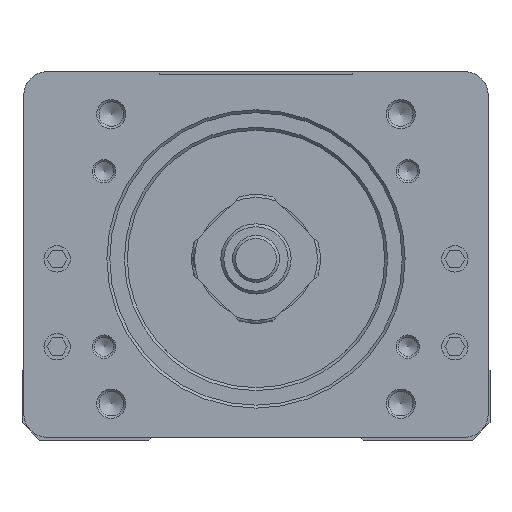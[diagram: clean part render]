
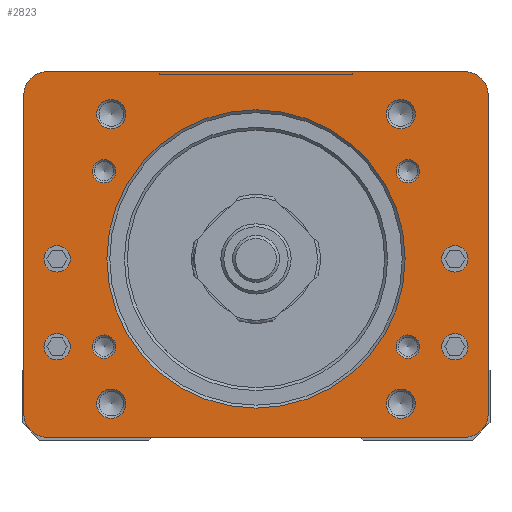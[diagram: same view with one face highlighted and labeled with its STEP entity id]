
A CAD part, front view. The second image highlights one B-rep face of the part: STEP entity #2823.
In plain terms, the highlighted planar face has unit normal (0, -1, 0).
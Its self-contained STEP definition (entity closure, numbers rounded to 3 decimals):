
#2823=ADVANCED_FACE('',(#4879,#4880,#4881,#4882,#4883,#4884,#4885,#4886,
#4887,#4888,#4889,#4890,#4891,#4892),#3993,.T.);
#3993=PLANE('',#26687);
#4879=FACE_BOUND('',#6349,.T.);
#4880=FACE_BOUND('',#6350,.T.);
#4881=FACE_BOUND('',#6351,.T.);
#4882=FACE_BOUND('',#6352,.T.);
#4883=FACE_BOUND('',#6353,.T.);
#4884=FACE_BOUND('',#6354,.T.);
#4885=FACE_BOUND('',#6355,.T.);
#4886=FACE_BOUND('',#6356,.T.);
#4887=FACE_BOUND('',#6357,.T.);
#4888=FACE_BOUND('',#6358,.T.);
#4889=FACE_BOUND('',#6359,.T.);
#4890=FACE_BOUND('',#6360,.T.);
#4891=FACE_BOUND('',#6361,.T.);
#4892=FACE_BOUND('',#6362,.T.);
#6349=EDGE_LOOP('',(#11741));
#6350=EDGE_LOOP('',(#11742));
#6351=EDGE_LOOP('',(#11743));
#6352=EDGE_LOOP('',(#11744));
#6353=EDGE_LOOP('',(#11745));
#6354=EDGE_LOOP('',(#11746));
#6355=EDGE_LOOP('',(#11747));
#6356=EDGE_LOOP('',(#11748));
#6357=EDGE_LOOP('',(#11749));
#6358=EDGE_LOOP('',(#11750));
#6359=EDGE_LOOP('',(#11751));
#6360=EDGE_LOOP('',(#11752));
#6361=EDGE_LOOP('',(#11753));
#6362=EDGE_LOOP('',(#11754,#11755,#11756,#11757,#11758,#11759,#11760,#11761));
#7543=CIRCLE('',#26511,4.);
#7544=CIRCLE('',#26513,4.);
#7545=CIRCLE('',#26515,2.);
#7546=CIRCLE('',#26517,2.);
#7547=CIRCLE('',#26519,2.);
#7548=CIRCLE('',#26521,2.);
#7549=CIRCLE('',#26523,2.5);
#7550=CIRCLE('',#26525,2.5);
#7551=CIRCLE('',#26527,2.5);
#7552=CIRCLE('',#26529,2.5);
#7553=CIRCLE('',#26531,25.5);
#7558=CIRCLE('',#26540,2.25);
#7560=CIRCLE('',#26543,2.25);
#7562=CIRCLE('',#26546,2.25);
#7564=CIRCLE('',#26549,2.25);
#7621=CIRCLE('',#26683,4.);
#7623=CIRCLE('',#26686,4.);
#11741=ORIENTED_EDGE('',*,*,#18961,.T.);
#11742=ORIENTED_EDGE('',*,*,#18960,.T.);
#11743=ORIENTED_EDGE('',*,*,#18959,.T.);
#11744=ORIENTED_EDGE('',*,*,#18958,.T.);
#11745=ORIENTED_EDGE('',*,*,#18957,.T.);
#11746=ORIENTED_EDGE('',*,*,#18956,.T.);
#11747=ORIENTED_EDGE('',*,*,#18955,.T.);
#11748=ORIENTED_EDGE('',*,*,#18954,.T.);
#11749=ORIENTED_EDGE('',*,*,#18953,.T.);
#11750=ORIENTED_EDGE('',*,*,#18973,.T.);
#11751=ORIENTED_EDGE('',*,*,#18971,.T.);
#11752=ORIENTED_EDGE('',*,*,#18969,.T.);
#11753=ORIENTED_EDGE('',*,*,#18967,.T.);
#11754=ORIENTED_EDGE('',*,*,#19145,.T.);
#11755=ORIENTED_EDGE('',*,*,#19148,.T.);
#11756=ORIENTED_EDGE('',*,*,#19149,.T.);
#11757=ORIENTED_EDGE('',*,*,#19073,.T.);
#11758=ORIENTED_EDGE('',*,*,#18951,.T.);
#11759=ORIENTED_EDGE('',*,*,#19015,.T.);
#11760=ORIENTED_EDGE('',*,*,#18948,.T.);
#11761=ORIENTED_EDGE('',*,*,#19066,.T.);
#16045=VERTEX_POINT('',#39591);
#16046=VERTEX_POINT('',#39593);
#16047=VERTEX_POINT('',#39597);
#16048=VERTEX_POINT('',#39599);
#16049=VERTEX_POINT('',#39603);
#16050=VERTEX_POINT('',#39606);
#16051=VERTEX_POINT('',#39609);
#16052=VERTEX_POINT('',#39612);
#16053=VERTEX_POINT('',#39615);
#16054=VERTEX_POINT('',#39618);
#16055=VERTEX_POINT('',#39621);
#16056=VERTEX_POINT('',#39624);
#16057=VERTEX_POINT('',#39627);
#16062=VERTEX_POINT('',#39642);
#16064=VERTEX_POINT('',#39647);
#16066=VERTEX_POINT('',#39652);
#16068=VERTEX_POINT('',#39657);
#16130=VERTEX_POINT('',#39956);
#16135=VERTEX_POINT('',#39970);
#16192=VERTEX_POINT('',#40285);
#16194=VERTEX_POINT('',#40291);
#18948=EDGE_CURVE('',#16046,#16045,#7543,.T.);
#18951=EDGE_CURVE('',#16048,#16047,#7544,.T.);
#18953=EDGE_CURVE('',#16049,#16049,#7545,.T.);
#18954=EDGE_CURVE('',#16050,#16050,#7546,.T.);
#18955=EDGE_CURVE('',#16051,#16051,#7547,.T.);
#18956=EDGE_CURVE('',#16052,#16052,#7548,.T.);
#18957=EDGE_CURVE('',#16053,#16053,#7549,.T.);
#18958=EDGE_CURVE('',#16054,#16054,#7550,.T.);
#18959=EDGE_CURVE('',#16055,#16055,#7551,.T.);
#18960=EDGE_CURVE('',#16056,#16056,#7552,.T.);
#18961=EDGE_CURVE('',#16057,#16057,#7553,.T.);
#18967=EDGE_CURVE('',#16062,#16062,#7558,.T.);
#18969=EDGE_CURVE('',#16064,#16064,#7560,.T.);
#18971=EDGE_CURVE('',#16066,#16066,#7562,.T.);
#18973=EDGE_CURVE('',#16068,#16068,#7564,.T.);
#19015=EDGE_CURVE('',#16047,#16046,#21913,.T.);
#19066=EDGE_CURVE('',#16045,#16130,#21938,.T.);
#19073=EDGE_CURVE('',#16135,#16048,#21945,.T.);
#19145=EDGE_CURVE('',#16130,#16192,#7621,.T.);
#19148=EDGE_CURVE('',#16192,#16194,#21973,.T.);
#19149=EDGE_CURVE('',#16194,#16135,#7623,.T.);
#21913=LINE('',#39802,#24347);
#21938=LINE('',#39957,#24372);
#21945=LINE('',#39969,#24379);
#21973=LINE('',#40290,#24407);
#24347=VECTOR('',#31337,1.);
#24372=VECTOR('',#31462,1.);
#24379=VECTOR('',#31471,1.);
#24407=VECTOR('',#31611,1.);
#26511=AXIS2_PLACEMENT_3D('',#39592,#31176,#31177);
#26513=AXIS2_PLACEMENT_3D('',#39598,#31182,#31183);
#26515=AXIS2_PLACEMENT_3D('',#39602,#31187,#31188);
#26517=AXIS2_PLACEMENT_3D('',#39605,#31191,#31192);
#26519=AXIS2_PLACEMENT_3D('',#39608,#31195,#31196);
#26521=AXIS2_PLACEMENT_3D('',#39611,#31199,#31200);
#26523=AXIS2_PLACEMENT_3D('',#39614,#31203,#31204);
#26525=AXIS2_PLACEMENT_3D('',#39617,#31207,#31208);
#26527=AXIS2_PLACEMENT_3D('',#39620,#31211,#31212);
#26529=AXIS2_PLACEMENT_3D('',#39623,#31215,#31216);
#26531=AXIS2_PLACEMENT_3D('',#39626,#31219,#31220);
#26540=AXIS2_PLACEMENT_3D('',#39641,#31238,#31239);
#26543=AXIS2_PLACEMENT_3D('',#39646,#31244,#31245);
#26546=AXIS2_PLACEMENT_3D('',#39651,#31250,#31251);
#26549=AXIS2_PLACEMENT_3D('',#39656,#31256,#31257);
#26683=AXIS2_PLACEMENT_3D('',#40284,#31604,#31605);
#26686=AXIS2_PLACEMENT_3D('',#40292,#31612,#31613);
#26687=AXIS2_PLACEMENT_3D('',#40293,#31614,#31615);
#31176=DIRECTION('',(0.,-1.,0.));
#31177=DIRECTION('',(1.,0.,0.));
#31182=DIRECTION('',(0.,-1.,0.));
#31183=DIRECTION('',(1.,0.,0.));
#31187=DIRECTION('',(0.,1.,0.));
#31188=DIRECTION('',(0.,0.,-1.));
#31191=DIRECTION('',(0.,1.,0.));
#31192=DIRECTION('',(0.,0.,-1.));
#31195=DIRECTION('',(0.,1.,0.));
#31196=DIRECTION('',(0.,0.,-1.));
#31199=DIRECTION('',(0.,1.,0.));
#31200=DIRECTION('',(0.,0.,-1.));
#31203=DIRECTION('',(0.,1.,0.));
#31204=DIRECTION('',(0.,0.,-1.));
#31207=DIRECTION('',(0.,1.,0.));
#31208=DIRECTION('',(0.,0.,-1.));
#31211=DIRECTION('',(0.,1.,0.));
#31212=DIRECTION('',(0.,0.,-1.));
#31215=DIRECTION('',(0.,1.,0.));
#31216=DIRECTION('',(0.,0.,-1.));
#31219=DIRECTION('',(0.,1.,0.));
#31220=DIRECTION('',(0.,0.,-1.));
#31238=DIRECTION('',(0.,1.,0.));
#31239=DIRECTION('',(0.,0.,-1.));
#31244=DIRECTION('',(0.,1.,0.));
#31245=DIRECTION('',(0.,0.,-1.));
#31250=DIRECTION('',(0.,1.,0.));
#31251=DIRECTION('',(0.,0.,-1.));
#31256=DIRECTION('',(0.,1.,0.));
#31257=DIRECTION('',(0.,0.,-1.));
#31337=DIRECTION('',(-1.,0.,0.));
#31462=DIRECTION('',(0.,0.,-1.));
#31471=DIRECTION('',(0.,0.,1.));
#31604=DIRECTION('',(0.,-1.,0.));
#31605=DIRECTION('',(1.,0.,0.));
#31611=DIRECTION('',(1.,0.,0.));
#31612=DIRECTION('',(0.,-1.,0.));
#31613=DIRECTION('',(1.,0.,0.));
#31614=DIRECTION('',(0.,-1.,0.));
#31615=DIRECTION('',(0.,0.,1.));
#39591=CARTESIAN_POINT('',(-39.7,-243.7,40.));
#39592=CARTESIAN_POINT('',(-35.7,-243.7,40.));
#39593=CARTESIAN_POINT('',(-35.7,-243.7,44.));
#39597=CARTESIAN_POINT('',(35.7,-243.7,44.));
#39598=CARTESIAN_POINT('',(35.7,-243.7,40.));
#39599=CARTESIAN_POINT('',(39.7,-243.7,40.));
#39602=CARTESIAN_POINT('',(-25.981,-243.7,27.));
#39603=CARTESIAN_POINT('',(-25.981,-243.7,25.));
#39605=CARTESIAN_POINT('',(-25.981,-243.7,-3.));
#39606=CARTESIAN_POINT('',(-25.981,-243.7,-5.));
#39608=CARTESIAN_POINT('',(25.981,-243.7,27.));
#39609=CARTESIAN_POINT('',(25.981,-243.7,25.));
#39611=CARTESIAN_POINT('',(25.981,-243.7,-3.));
#39612=CARTESIAN_POINT('',(25.981,-243.7,-5.));
#39614=CARTESIAN_POINT('',(24.749,-243.7,36.749));
#39615=CARTESIAN_POINT('',(24.749,-243.7,34.249));
#39617=CARTESIAN_POINT('',(24.749,-243.7,-12.749));
#39618=CARTESIAN_POINT('',(24.749,-243.7,-15.249));
#39620=CARTESIAN_POINT('',(-24.749,-243.7,-12.749));
#39621=CARTESIAN_POINT('',(-24.749,-243.7,-15.249));
#39623=CARTESIAN_POINT('',(-24.749,-243.7,36.749));
#39624=CARTESIAN_POINT('',(-24.749,-243.7,34.249));
#39626=CARTESIAN_POINT('',(0.,-243.7,12.));
#39627=CARTESIAN_POINT('',(0.,-243.7,-13.5));
#39641=CARTESIAN_POINT('',(34.,-243.7,12.));
#39642=CARTESIAN_POINT('',(34.,-243.7,9.75));
#39646=CARTESIAN_POINT('',(34.,-243.7,-3.));
#39647=CARTESIAN_POINT('',(34.,-243.7,-5.25));
#39651=CARTESIAN_POINT('',(-34.,-243.7,12.));
#39652=CARTESIAN_POINT('',(-34.,-243.7,9.75));
#39656=CARTESIAN_POINT('',(-34.,-243.7,-3.));
#39657=CARTESIAN_POINT('',(-34.,-243.7,-5.25));
#39802=CARTESIAN_POINT('',(35.7,-243.7,44.));
#39956=CARTESIAN_POINT('',(-39.7,-243.7,-14.5));
#39957=CARTESIAN_POINT('',(-39.7,-243.7,40.));
#39969=CARTESIAN_POINT('',(39.7,-243.7,-14.5));
#39970=CARTESIAN_POINT('',(39.7,-243.7,-14.5));
#40284=CARTESIAN_POINT('',(-35.7,-243.7,-14.5));
#40285=CARTESIAN_POINT('',(-35.7,-243.7,-18.5));
#40290=CARTESIAN_POINT('',(-35.7,-243.7,-18.5));
#40291=CARTESIAN_POINT('',(35.7,-243.7,-18.5));
#40292=CARTESIAN_POINT('',(35.7,-243.7,-14.5));
#40293=CARTESIAN_POINT('',(-35.7,-243.7,-14.5));
